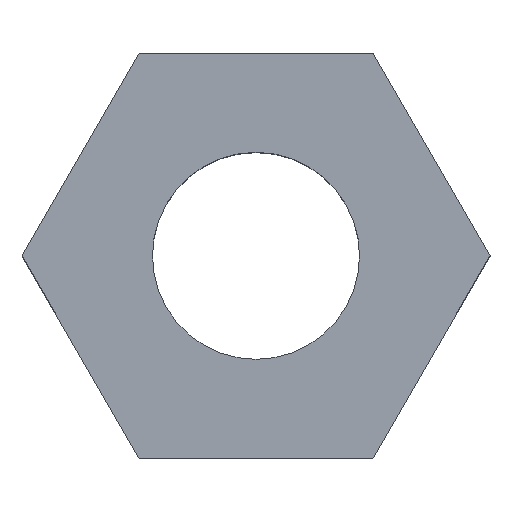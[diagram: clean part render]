
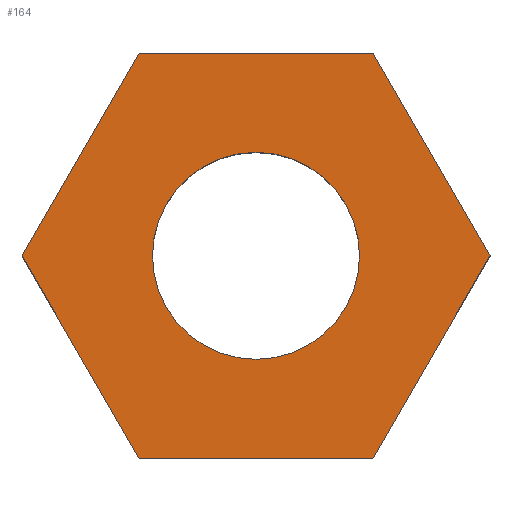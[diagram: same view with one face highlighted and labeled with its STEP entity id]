
A CAD part, top view. The second image highlights one B-rep face of the part: STEP entity #164.
In plain terms, the highlighted planar face has unit normal (0, 0, 1).
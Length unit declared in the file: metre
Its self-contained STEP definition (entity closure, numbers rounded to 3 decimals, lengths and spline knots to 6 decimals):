
#12=CIRCLE('',#185,0.001788);
#41=ORIENTED_EDGE('',*,*,#71,.T.);
#42=ORIENTED_EDGE('',*,*,#57,.F.);
#43=ORIENTED_EDGE('',*,*,#74,.F.);
#44=ORIENTED_EDGE('',*,*,#69,.F.);
#45=ORIENTED_EDGE('',*,*,#66,.F.);
#46=ORIENTED_EDGE('',*,*,#63,.F.);
#47=ORIENTED_EDGE('',*,*,#60,.F.);
#57=EDGE_CURVE('',#77,#78,#91,.T.);
#60=EDGE_CURVE('',#78,#80,#94,.T.);
#63=EDGE_CURVE('',#80,#82,#97,.T.);
#66=EDGE_CURVE('',#82,#84,#100,.T.);
#69=EDGE_CURVE('',#84,#86,#103,.T.);
#71=EDGE_CURVE('',#87,#87,#12,.T.);
#74=EDGE_CURVE('',#86,#77,#106,.T.);
#77=VERTEX_POINT('',#238);
#78=VERTEX_POINT('',#240);
#80=VERTEX_POINT('',#246);
#82=VERTEX_POINT('',#252);
#84=VERTEX_POINT('',#258);
#86=VERTEX_POINT('',#264);
#87=VERTEX_POINT('',#268);
#91=LINE('',#239,#109);
#94=LINE('',#245,#112);
#97=LINE('',#251,#115);
#100=LINE('',#257,#118);
#103=LINE('',#263,#121);
#106=LINE('',#273,#124);
#109=VECTOR('',#196,1.);
#112=VECTOR('',#201,1.);
#115=VECTOR('',#206,1.);
#118=VECTOR('',#211,1.);
#121=VECTOR('',#216,1.);
#124=VECTOR('',#227,1.);
#133=EDGE_LOOP('',(#41));
#134=EDGE_LOOP('',(#42,#43,#44,#45,#46,#47));
#145=FACE_BOUND('',#133,.T.);
#146=FACE_BOUND('',#134,.T.);
#155=PLANE('',#188);
#164=ADVANCED_FACE('',(#145,#146),#155,.F.);
#185=AXIS2_PLACEMENT_3D('',#267,#220,#221);
#188=AXIS2_PLACEMENT_3D('',#274,#228,#229);
#196=DIRECTION('',(-0.5,-0.866,0.));
#201=DIRECTION('',(-1.,0.,0.));
#206=DIRECTION('',(-0.5,0.866,0.));
#211=DIRECTION('',(0.5,0.866,0.));
#216=DIRECTION('',(1.,0.,0.));
#220=DIRECTION('',(0.,0.,-1.));
#221=DIRECTION('',(-1.,0.,0.));
#227=DIRECTION('',(0.5,-0.866,0.));
#228=DIRECTION('',(0.,0.,-1.));
#229=DIRECTION('',(1.,0.,0.));
#238=CARTESIAN_POINT('',(-0.078191,-0.045,0.078413));
#239=CARTESIAN_POINT('',(-0.079202,-0.04675,0.078413));
#240=CARTESIAN_POINT('',(-0.080212,-0.0485,0.078413));
#245=CARTESIAN_POINT('',(-0.082233,-0.0485,0.078413));
#246=CARTESIAN_POINT('',(-0.084253,-0.0485,0.078413));
#251=CARTESIAN_POINT('',(-0.085264,-0.04675,0.078413));
#252=CARTESIAN_POINT('',(-0.086274,-0.045,0.078413));
#257=CARTESIAN_POINT('',(-0.085264,-0.04325,0.078413));
#258=CARTESIAN_POINT('',(-0.084253,-0.0415,0.078413));
#263=CARTESIAN_POINT('',(-0.082233,-0.0415,0.078413));
#264=CARTESIAN_POINT('',(-0.080212,-0.0415,0.078413));
#267=CARTESIAN_POINT('',(-0.082233,-0.045,0.078413));
#268=CARTESIAN_POINT('',(-0.08402,-0.045,0.078413));
#273=CARTESIAN_POINT('',(-0.079202,-0.04325,0.078413));
#274=CARTESIAN_POINT('',(-0.064733,0.,0.078413));
